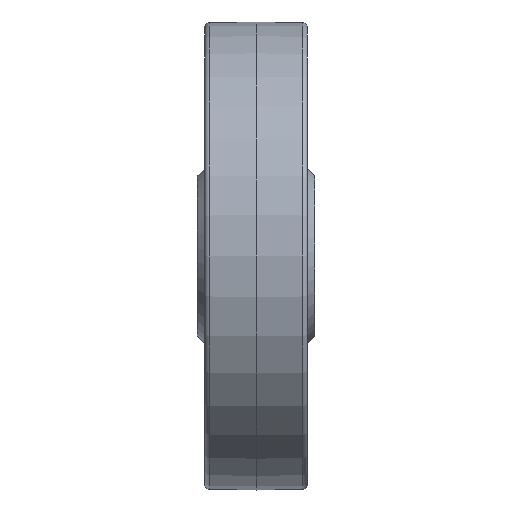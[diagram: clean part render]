
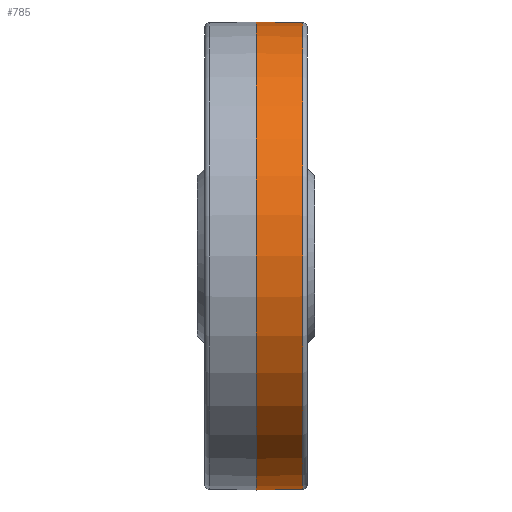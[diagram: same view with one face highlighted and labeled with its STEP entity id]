
A CAD part, front view. The second image highlights one B-rep face of the part: STEP entity #785.
In plain terms, the highlighted conical face has half-angle 1 degrees and reference radius 25.4 mm.
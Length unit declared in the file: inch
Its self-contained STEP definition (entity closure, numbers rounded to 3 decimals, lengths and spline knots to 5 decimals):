
#113 = VERTEX_POINT ( 'NONE', #2012 ) ;
#544 = FACE_OUTER_BOUND ( 'NONE', #4065, .T. ) ;
#701 = CARTESIAN_POINT ( 'NONE',  ( 0., 0., 1. ) ) ;
#785 = ADVANCED_FACE ( 'NONE', ( #544 ), #4663, .T. ) ;
#929 = DIRECTION ( 'NONE',  ( -1., 0., -0.017 ) ) ;
#980 = DIRECTION ( 'NONE',  ( 0., 0., -1. ) ) ;
#1246 = CARTESIAN_POINT ( 'NONE',  ( 0., 0., 0. ) ) ;
#1380 = AXIS2_PLACEMENT_3D ( 'NONE', #5387, #4792, #1597 ) ;
#1419 = AXIS2_PLACEMENT_3D ( 'NONE', #1246, #1828, #2380 ) ;
#1438 = CARTESIAN_POINT ( 'NONE',  ( 0., 0., -1. ) ) ;
#1504 = CARTESIAN_POINT ( 'NONE',  ( 0.19941, 0., -0.99652 ) ) ;
#1597 = DIRECTION ( 'NONE',  ( 0., 0., -1. ) ) ;
#1800 = VECTOR ( 'NONE', #3917, 39.37008 ) ;
#1801 = CIRCLE ( 'NONE', #3445, 0.99652 ) ;
#1828 = DIRECTION ( 'NONE',  ( -1., 0., 0. ) ) ;
#2012 = CARTESIAN_POINT ( 'NONE',  ( 0., 0., -1. ) ) ;
#2314 = CARTESIAN_POINT ( 'NONE',  ( 0.19941, 0., 0.99652 ) ) ;
#2380 = DIRECTION ( 'NONE',  ( 0., 0., -1. ) ) ;
#2439 = EDGE_CURVE ( 'NONE', #113, #3395, #4930, .T. ) ;
#2861 = LINE ( 'NONE', #701, #1800 ) ;
#3055 = EDGE_CURVE ( 'NONE', #3236, #113, #4048, .T. ) ;
#3108 = CARTESIAN_POINT ( 'NONE',  ( 0.19941, 0., 0. ) ) ;
#3236 = VERTEX_POINT ( 'NONE', #1504 ) ;
#3395 = VERTEX_POINT ( 'NONE', #3736 ) ;
#3445 = AXIS2_PLACEMENT_3D ( 'NONE', #3108, #6150, #980 ) ;
#3736 = CARTESIAN_POINT ( 'NONE',  ( 0., 0., 1. ) ) ;
#3829 = VERTEX_POINT ( 'NONE', #2314 ) ;
#3917 = DIRECTION ( 'NONE',  ( -1., 0., 0.017 ) ) ;
#4048 = LINE ( 'NONE', #1438, #4153 ) ;
#4065 = EDGE_LOOP ( 'NONE', ( #5615, #5256, #6412, #6038 ) ) ;
#4153 = VECTOR ( 'NONE', #929, 39.37008 ) ;
#4258 = EDGE_CURVE ( 'NONE', #3829, #3395, #2861, .T. ) ;
#4663 = CONICAL_SURFACE ( 'NONE', #1380, 1., 0.017 ) ;
#4792 = DIRECTION ( 'NONE',  ( -1., 0., 0. ) ) ;
#4930 = CIRCLE ( 'NONE', #1419, 1. ) ;
#5256 = ORIENTED_EDGE ( 'NONE', *, *, #4258, .T. ) ;
#5387 = CARTESIAN_POINT ( 'NONE',  ( 0., 0., 0. ) ) ;
#5615 = ORIENTED_EDGE ( 'NONE', *, *, #6136, .T. ) ;
#6038 = ORIENTED_EDGE ( 'NONE', *, *, #3055, .F. ) ;
#6136 = EDGE_CURVE ( 'NONE', #3236, #3829, #1801, .T. ) ;
#6150 = DIRECTION ( 'NONE',  ( -1., 0., 0. ) ) ;
#6412 = ORIENTED_EDGE ( 'NONE', *, *, #2439, .F. ) ;
